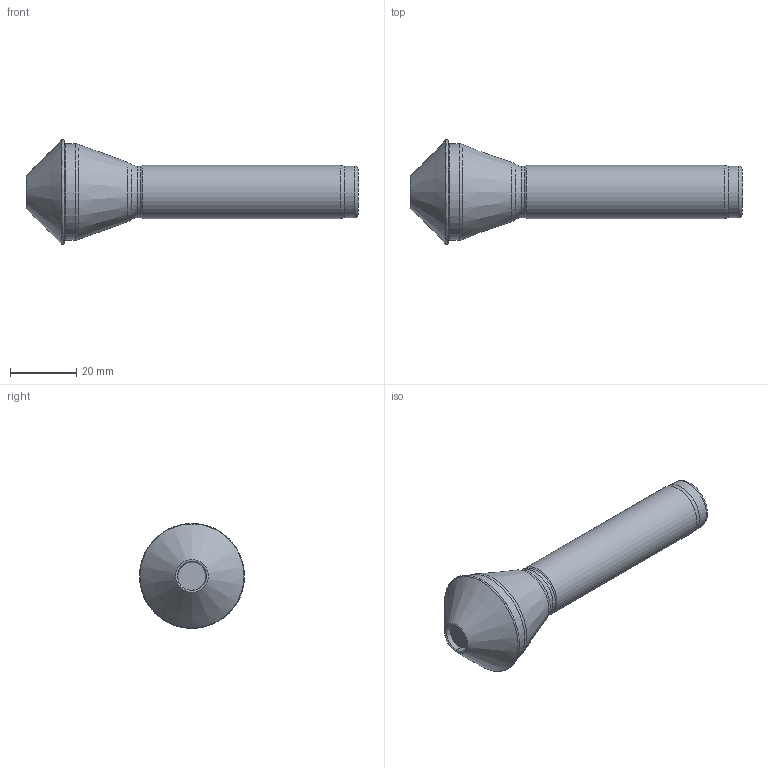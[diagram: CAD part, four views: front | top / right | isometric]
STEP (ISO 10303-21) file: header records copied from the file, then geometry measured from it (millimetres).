
FILE_DESCRIPTION(/* description */ (''),/* implementation_level */ '2;1');
FILE_NAME(/* name */ 'ACM45-TC16-D10X31-W16-L100-Z02.stp',/* time_stamp */ '2023-10-09T02:53:37+03:00',/* author */ (''),/* organization */ (''),/* preprocessor_version */ 'ST-DEVELOPER v19.4',/* originating_system */ 'SIEMENS PLM Software NX2306.3001',/* authorisation */ '');
FILE_SCHEMA (('AUTOMOTIVE_DESIGN { 1 0 10303 214 3 1 1 1 }'));
Length unit declared in the file: millimetre
Products named in the file (1): ACM45-TC16-D10X31-W16-L100-Z02
Bounding box: 100 x 31.59 x 31.6 mm (x, y, z)
Volume: 31360.7 mm3; surface area: 8295.3 mm2
Topology: 2 solids, 2 shells, 22 faces, 45 edges, 25 vertices
Faces by surface type: revolution 6, torus 5, cylinder 4, cone 4, plane 2, bspline 1
Full cylindrical faces by diameter (mm): 15.5 x2, 16 x1, 29 x1
Entity records: 631 total; most frequent: CARTESIAN_POINT 107, DIRECTION 88, EDGE_LOOP 42, ORIENTED_EDGE 42, FACE_BOUND 40, AXIS2_PLACEMENT_3D 40, CIRCLE 24, ADVANCED_FACE 22
